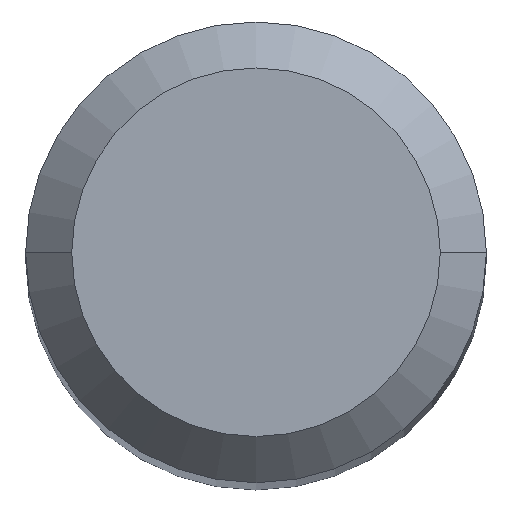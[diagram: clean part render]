
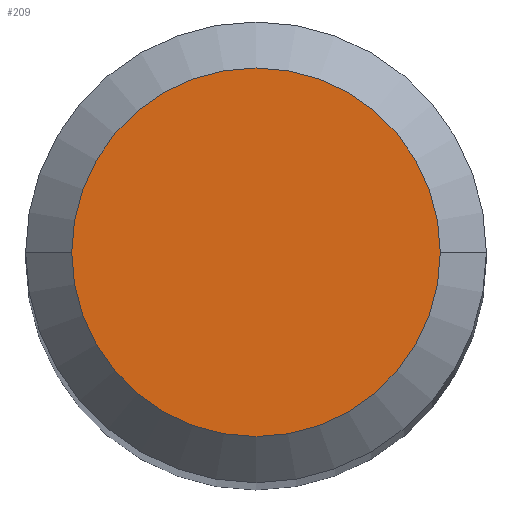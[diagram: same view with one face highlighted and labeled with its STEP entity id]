
A CAD part, top view. The second image highlights one B-rep face of the part: STEP entity #209.
In plain terms, the highlighted planar face has unit normal (0, 0, 1).
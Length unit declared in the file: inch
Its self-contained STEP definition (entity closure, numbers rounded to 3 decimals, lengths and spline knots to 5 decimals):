
#14 = ORIENTED_EDGE ( 'NONE', *, *, #217, .T. ) ;
#21 = EDGE_LOOP ( 'NONE', ( #344, #14 ) ) ;
#24 = VERTEX_POINT ( 'NONE', #287 ) ;
#66 = DIRECTION ( 'NONE',  ( 1., 0., 0. ) ) ;
#72 = CARTESIAN_POINT ( 'NONE',  ( 0.04724, 0., 0. ) ) ;
#77 = AXIS2_PLACEMENT_3D ( 'NONE', #469, #389, #444 ) ;
#85 = PLANE ( 'NONE',  #77 ) ;
#200 = CIRCLE ( 'NONE', #424, 0.04724 ) ;
#209 = ADVANCED_FACE ( 'NONE', ( #430 ), #85, .F. ) ;
#217 = EDGE_CURVE ( 'NONE', #333, #24, #200, .T. ) ;
#284 = DIRECTION ( 'NONE',  ( 1., 0., 0. ) ) ;
#287 = CARTESIAN_POINT ( 'NONE',  ( -0.04724, 0., 0. ) ) ;
#333 = VERTEX_POINT ( 'NONE', #72 ) ;
#344 = ORIENTED_EDGE ( 'NONE', *, *, #431, .T. ) ;
#351 = AXIS2_PLACEMENT_3D ( 'NONE', #352, #433, #284 ) ;
#352 = CARTESIAN_POINT ( 'NONE',  ( 0., 0., 0. ) ) ;
#365 = CIRCLE ( 'NONE', #351, 0.04724 ) ;
#370 = DIRECTION ( 'NONE',  ( 0., 0., 1. ) ) ;
#389 = DIRECTION ( 'NONE',  ( 0., 0., -1. ) ) ;
#401 = CARTESIAN_POINT ( 'NONE',  ( 0., 0., 0. ) ) ;
#424 = AXIS2_PLACEMENT_3D ( 'NONE', #401, #370, #66 ) ;
#430 = FACE_OUTER_BOUND ( 'NONE', #21, .T. ) ;
#431 = EDGE_CURVE ( 'NONE', #24, #333, #365, .T. ) ;
#433 = DIRECTION ( 'NONE',  ( 0., 0., 1. ) ) ;
#444 = DIRECTION ( 'NONE',  ( -1., 0., 0. ) ) ;
#469 = CARTESIAN_POINT ( 'NONE',  ( 0., 0., 0. ) ) ;
